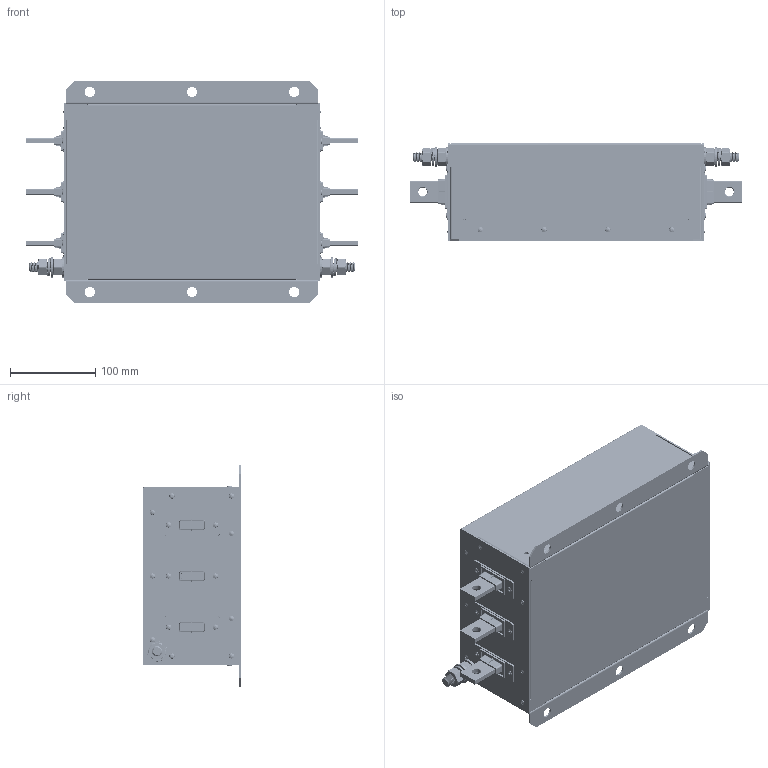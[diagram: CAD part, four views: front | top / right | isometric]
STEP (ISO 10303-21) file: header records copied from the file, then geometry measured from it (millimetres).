
FILE_DESCRIPTION (( 'STEP AP214' ), '1' );
FILE_NAME ('FLLD3400APVI1_EXT.STEP', '2021-04-29T09:45:15', ( '' ), ( '' ), 'SwSTEP 2.0', 'SolidWorks 2021', '' );
FILE_SCHEMA (( 'AUTOMOTIVE_DESIGN' ));
Length unit declared in the file: millimetre
Products named in the file (14): Busbar 6x25^FLLD3400APVI1_EXT; Rivet ﾘ3.2x4; FLLD3400APVI1_EXT; 094-00224 Case 320-400A 300x210x115 RevC; Tank bush M4; 094-00225 Lid 320-600A RevD; 091-00223 Busbar insulation 6x25 RevD; 094-00224 Case 320-400A utan tank bush RevC; HEX NUT M12x1.75_90592A028; 094-00226 Side 320-400A RevB; HEX BOLT M12x45_91280A722; Rivet ﾘ3.2x3; LOCK WASHER M12_91169A214; WASHER M12 Ø24_93475A290
Assembly tree (73 placements, depth 3):
  FLLD3400APVI1_EXT
    094-00224 Case 320-400A 300x210x115 RevC
      094-00224 Case 320-400A utan tank bush RevC
      Tank bush M4  x6
    094-00226 Side 320-400A RevB  x2
    091-00223 Busbar insulation 6x25 RevD  x6
    Rivet ﾘ3.2x4  x26
    HEX NUT M12x1.75_90592A028  x4
    LOCK WASHER M12_91169A214  x2
    WASHER M12 Ø24_93475A290  x4
    HEX BOLT M12x45_91280A722  x2
    Busbar 6x25^FLLD3400APVI1_EXT  x6
    094-00225 Lid 320-600A RevD
    Rivet ﾘ3.2x3  x12
Bounding box: 390 x 115 x 260 mm (x, y, z)
Volume: 594695.5 mm3; surface area: 661393.2 mm2
Topology: 84 solids, 84 shells, 3106 faces, 7610 edges, 4674 vertices
Faces by surface type: cylinder 974, plane 770, bspline 520, torus 448, cone 394
Entity records: 38189 total; most frequent: CARTESIAN_POINT 18598, ORIENTED_EDGE 4108, DIRECTION 3690, EDGE_CURVE 2054, AXIS2_PLACEMENT_3D 1339, VERTEX_POINT 1299, VECTOR 1012, LINE 1012
